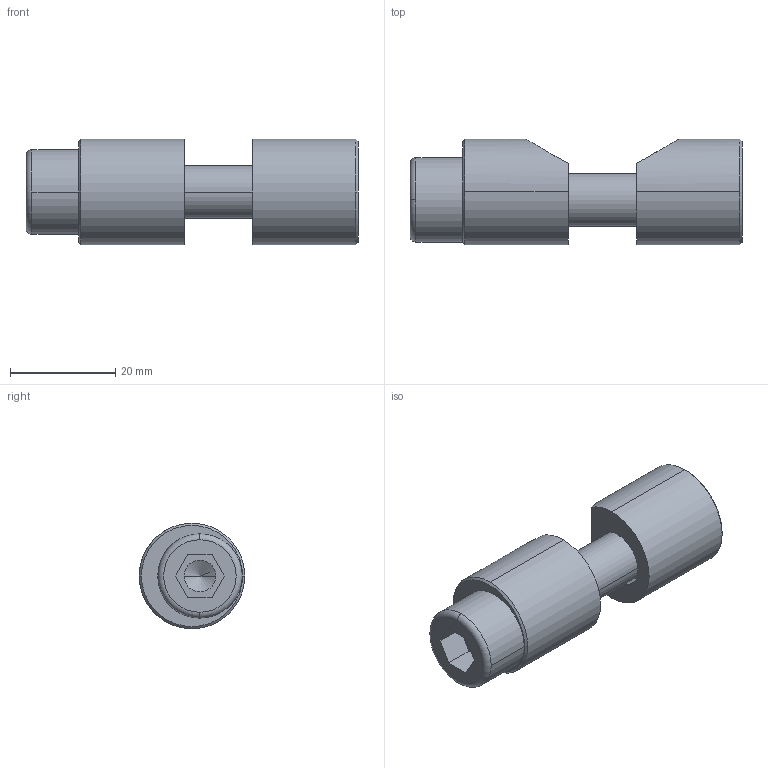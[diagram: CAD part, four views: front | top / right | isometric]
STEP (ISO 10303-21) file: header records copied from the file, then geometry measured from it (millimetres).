
FILE_DESCRIPTION(('STEP AP214'),'1');
FILE_NAME('HALDERN_EH_23341_0020.stp','2017-08-10T07:26:57',('TraceParts'),('TraceParts S.A.'),'Spatial InterOp 3D',' ',' ');
FILE_SCHEMA(('automotive_design'));
Length unit declared in the file: millimetre
Products named in the file (3): HALDERN_EH_23341_0020_1; HALDERN_EH_23341_0020_2; HALDERN_EH_23341_0020_3
Bounding box: 63 x 20 x 20 mm (x, y, z)
Volume: 13942 mm3; surface area: 7158.8 mm2
Topology: 3 solids, 3 shells, 48 faces, 109 edges, 70 vertices
Faces by surface type: cylinder 18, plane 18, cone 10, torus 2
Entity records: 1796 total; most frequent: DIRECTION 268, CARTESIAN_POINT 228, ORIENTED_EDGE 214, AXIS2_PLACEMENT_3D 110, EDGE_CURVE 107, VERTEX_POINT 70, EDGE_LOOP 57, CIRCLE 57
